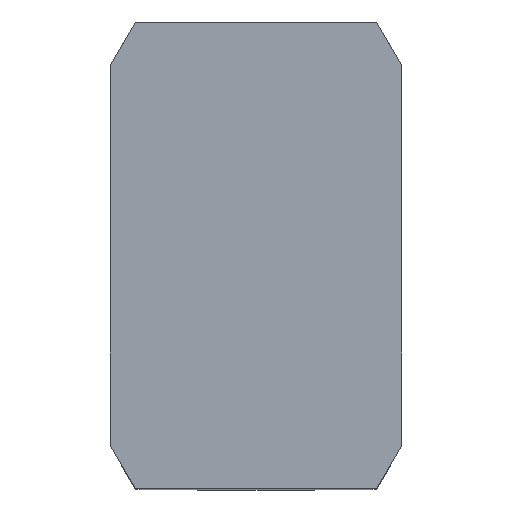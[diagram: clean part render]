
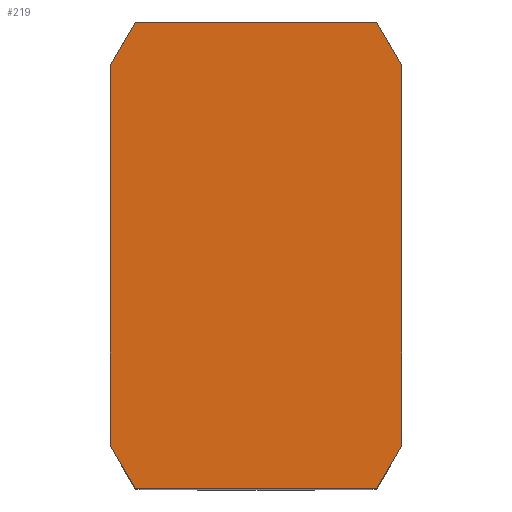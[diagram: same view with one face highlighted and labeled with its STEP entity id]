
A CAD part, top view. The second image highlights one B-rep face of the part: STEP entity #219.
In plain terms, the highlighted planar face has unit normal (0, 0, 1).
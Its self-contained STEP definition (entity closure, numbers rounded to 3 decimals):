
#151=VERTEX_POINT('',#414);
#165=VERTEX_POINT('',#429);
#181=VERTEX_POINT('',#445);
#183=EDGE_CURVE('',#165,#327,#447,.T.);
#217=VERTEX_POINT('',#485);
#219=ADVANCED_FACE('',(#487),#488,.T.);
#233=VERTEX_POINT('',#504);
#237=VERTEX_POINT('',#509);
#239=EDGE_CURVE('',#151,#181,#511,.T.);
#245=EDGE_CURVE('',#237,#165,#517,.T.);
#279=VERTEX_POINT('',#553);
#297=EDGE_CURVE('',#327,#217,#571,.T.);
#315=EDGE_CURVE('',#279,#237,#589,.T.);
#317=EDGE_CURVE('',#233,#151,#591,.T.);
#327=VERTEX_POINT('',#602);
#345=EDGE_CURVE('',#279,#181,#622,.T.);
#353=EDGE_CURVE('',#217,#233,#631,.T.);
#414=CARTESIAN_POINT('',(-8.268,16.0,7.));
#429=CARTESIAN_POINT('',(8.268,-16.0,7.));
#445=CARTESIAN_POINT('',(-10.,13.0,7.));
#447=LINE('',#742,#743);
#485=CARTESIAN_POINT('',(10.0,13.0,7.));
#487=FACE_OUTER_BOUND('',#802,.T.);
#488=PLANE('',#803);
#504=CARTESIAN_POINT('',(8.268,16.0,7.));
#509=CARTESIAN_POINT('',(-8.268,-16.0,7.));
#511=LINE('',#833,#834);
#517=LINE('',#845,#846);
#553=CARTESIAN_POINT('',(-10.,-13.0,7.));
#571=LINE('',#921,#922);
#589=LINE('',#953,#954);
#591=LINE('',#957,#958);
#602=CARTESIAN_POINT('',(10.0,-13.0,7.));
#622=LINE('',#996,#997);
#631=LINE('',#1009,#1010);
#742=CARTESIAN_POINT('',(8.484,-15.625,7.0));
#743=VECTOR('',#1099,1.0);
#802=EDGE_LOOP('',(#1146,#1147,#1148,#1149,#1150,#1151,#1152,#1153));
#803=AXIS2_PLACEMENT_3D('',#1154,#1155,#1156);
#833=CARTESIAN_POINT('',(-12.913,7.955,7.0));
#834=VECTOR('',#1193,1.0);
#845=CARTESIAN_POINT('',(-10.0,-16.0,7.0));
#846=VECTOR('',#1196,1.0);
#921=CARTESIAN_POINT('',(10.0,-16.0,7.0));
#922=VECTOR('',#1223,1.0);
#953=CARTESIAN_POINT('',(-6.85,-18.455,7.0));
#954=VECTOR('',#1230,1.0);
#957=CARTESIAN_POINT('',(-10.0,16.0,7.0));
#958=VECTOR('',#1231,1.0);
#996=CARTESIAN_POINT('',(-10.0,-16.0,7.0));
#997=VECTOR('',#1262,1.0);
#1009=CARTESIAN_POINT('',(16.279,2.125,7.0));
#1010=VECTOR('',#1272,1.0);
#1099=DIRECTION('',(0.5,0.866,0.0));
#1146=ORIENTED_EDGE('',*,*,#239,.T.);
#1147=ORIENTED_EDGE('',*,*,#345,.F.);
#1148=ORIENTED_EDGE('',*,*,#315,.T.);
#1149=ORIENTED_EDGE('',*,*,#245,.T.);
#1150=ORIENTED_EDGE('',*,*,#183,.T.);
#1151=ORIENTED_EDGE('',*,*,#297,.T.);
#1152=ORIENTED_EDGE('',*,*,#353,.T.);
#1153=ORIENTED_EDGE('',*,*,#317,.T.);
#1154=CARTESIAN_POINT('',(10.0,-16.0,7.0));
#1155=DIRECTION('',(0.0,-0.0,1.0));
#1156=DIRECTION('',(0.0,1.0,0.0));
#1193=DIRECTION('',(-0.5,-0.866,0.0));
#1196=DIRECTION('',(1.0,0.0,0.0));
#1223=DIRECTION('',(0.0,1.0,0.0));
#1230=DIRECTION('',(0.5,-0.866,0.0));
#1231=DIRECTION('',(-1.0,0.0,0.0));
#1262=DIRECTION('',(0.0,1.0,0.0));
#1272=DIRECTION('',(-0.5,0.866,0.0));
